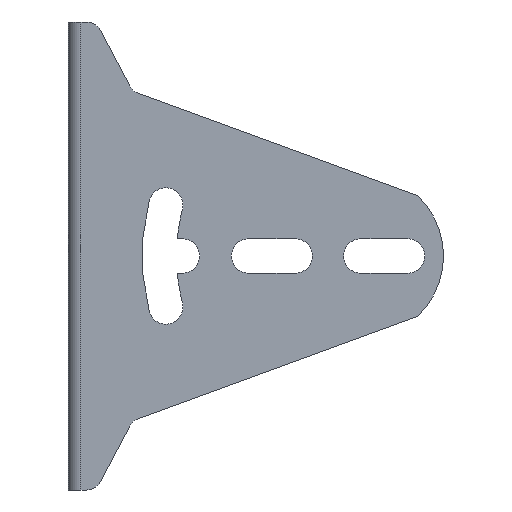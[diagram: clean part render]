
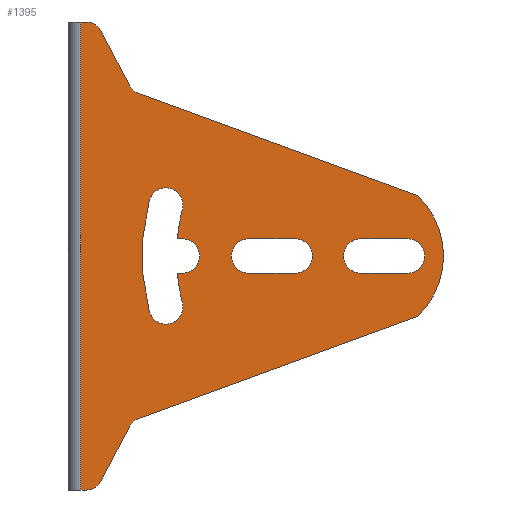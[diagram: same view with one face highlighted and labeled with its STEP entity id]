
A CAD part, left-side view. The second image highlights one B-rep face of the part: STEP entity #1395.
In plain terms, the highlighted planar face has unit normal (-1, 0, 0).
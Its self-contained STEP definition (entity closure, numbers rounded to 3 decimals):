
#72=DIRECTION('',(0.,0.,1.));
#73=VECTOR('',#72,149.997);
#74=CARTESIAN_POINT('',(-23.,-4.,-74.999));
#75=LINE('',#74,#73);
#86=DIRECTION('',(0.,1.,0.));
#87=VECTOR('',#86,1.839);
#88=CARTESIAN_POINT('',(-23.,-5.839,74.999));
#89=LINE('',#88,#87);
#90=CARTESIAN_POINT('',(-23.,-5.839,69.999));
#91=DIRECTION('',(-1.,0.,0.));
#92=DIRECTION('',(0.,-0.885,0.466));
#93=AXIS2_PLACEMENT_3D('',#90,#91,#92);
#95=DIRECTION('',(0.,0.466,0.885));
#96=VECTOR('',#95,20.118);
#97=CARTESIAN_POINT('',(-23.,-19.634,54.524));
#98=LINE('',#97,#96);
#99=CARTESIAN_POINT('',(-23.,-24.059,56.852));
#100=DIRECTION('',(1.,0.,0.));
#101=DIRECTION('',(0.,0.344,-0.939));
#102=AXIS2_PLACEMENT_3D('',#99,#100,#101);
#104=DIRECTION('',(0.,0.939,0.344));
#105=VECTOR('',#104,95.33);
#106=CARTESIAN_POINT('',(-23.,-111.848,19.353));
#107=LINE('',#106,#105);
#108=CARTESIAN_POINT('',(-23.,-93.608,0.));
#109=DIRECTION('',(-1.,0.,0.));
#110=DIRECTION('',(0.,-0.686,-0.728));
#111=AXIS2_PLACEMENT_3D('',#108,#109,#110);
#113=DIRECTION('',(0.,-0.939,0.344));
#114=VECTOR('',#113,95.33);
#115=CARTESIAN_POINT('',(-23.,-22.34,-52.156));
#116=LINE('',#115,#114);
#117=CARTESIAN_POINT('',(-23.,-24.059,-56.852));
#118=DIRECTION('',(1.,0.,0.));
#119=DIRECTION('',(0.,0.885,0.466));
#120=AXIS2_PLACEMENT_3D('',#117,#118,#119);
#122=DIRECTION('',(0.,-0.466,0.885));
#123=VECTOR('',#122,20.118);
#124=CARTESIAN_POINT('',(-23.,-10.264,-72.326));
#125=LINE('',#124,#123);
#126=CARTESIAN_POINT('',(-23.,-5.839,-69.999));
#127=DIRECTION('',(-1.,0.,0.));
#128=DIRECTION('',(0.,0.,-1.));
#129=AXIS2_PLACEMENT_3D('',#126,#127,#128);
#131=DIRECTION('',(0.,-1.,0.));
#132=VECTOR('',#131,1.839);
#133=CARTESIAN_POINT('',(-23.,-4.,-74.999));
#134=LINE('',#133,#132);
#135=CARTESIAN_POINT('',(-23.,-93.608,0.));
#136=DIRECTION('',(-1.,0.,0.));
#137=DIRECTION('',(0.,0.967,0.254));
#138=AXIS2_PLACEMENT_3D('',#135,#136,#137);
#140=CARTESIAN_POINT('',(-23.,-31.218,16.359));
#141=DIRECTION('',(1.,0.,0.));
#142=DIRECTION('',(0.,0.967,0.254));
#143=AXIS2_PLACEMENT_3D('',#140,#141,#142);
#145=CARTESIAN_POINT('',(-23.,-93.608,0.));
#146=DIRECTION('',(1.,0.,0.));
#147=DIRECTION('',(0.,0.967,-0.254));
#148=AXIS2_PLACEMENT_3D('',#145,#146,#147);
#150=CARTESIAN_POINT('',(-23.,-31.218,-16.359));
#151=DIRECTION('',(1.,0.,0.));
#152=DIRECTION('',(0.,-0.967,0.254));
#153=AXIS2_PLACEMENT_3D('',#150,#151,#152);
#155=CARTESIAN_POINT('',(-23.,-93.608,0.));
#156=DIRECTION('',(-1.,0.,0.));
#157=DIRECTION('',(0.,0.996,-0.093));
#158=AXIS2_PLACEMENT_3D('',#155,#156,#157);
#160=DIRECTION('',(0.,1.,0.));
#161=VECTOR('',#160,1.672);
#162=CARTESIAN_POINT('',(-23.,-36.539,-5.5));
#163=LINE('',#162,#161);
#164=CARTESIAN_POINT('',(-23.,-36.539,0.));
#165=DIRECTION('',(1.,0.,0.));
#166=DIRECTION('',(0.,0.,1.));
#167=AXIS2_PLACEMENT_3D('',#164,#165,#166);
#169=DIRECTION('',(0.,-1.,0.));
#170=VECTOR('',#169,1.672);
#171=CARTESIAN_POINT('',(-23.,-34.866,5.5));
#172=LINE('',#171,#170);
#173=DIRECTION('',(0.,1.,0.));
#174=VECTOR('',#173,15.);
#175=CARTESIAN_POINT('',(-23.,-108.702,-5.5));
#176=LINE('',#175,#174);
#177=CARTESIAN_POINT('',(-23.,-108.702,0.));
#178=DIRECTION('',(1.,0.,0.));
#179=DIRECTION('',(0.,0.,1.));
#180=AXIS2_PLACEMENT_3D('',#177,#178,#179);
#182=DIRECTION('',(0.,-1.,0.));
#183=VECTOR('',#182,15.);
#184=CARTESIAN_POINT('',(-23.,-93.702,5.5));
#185=LINE('',#184,#183);
#186=CARTESIAN_POINT('',(-23.,-93.702,0.));
#187=DIRECTION('',(1.,0.,0.));
#188=DIRECTION('',(0.,0.,-1.));
#189=AXIS2_PLACEMENT_3D('',#186,#187,#188);
#191=DIRECTION('',(0.,-1.,0.));
#192=VECTOR('',#191,15.);
#193=CARTESIAN_POINT('',(-23.,-57.702,5.5));
#194=LINE('',#193,#192);
#195=CARTESIAN_POINT('',(-23.,-57.702,0.));
#196=DIRECTION('',(1.,0.,0.));
#197=DIRECTION('',(0.,0.,-1.));
#198=AXIS2_PLACEMENT_3D('',#195,#196,#197);
#200=DIRECTION('',(0.,1.,0.));
#201=VECTOR('',#200,15.);
#202=CARTESIAN_POINT('',(-23.,-72.702,-5.5));
#203=LINE('',#202,#201);
#204=CARTESIAN_POINT('',(-23.,-72.702,0.));
#205=DIRECTION('',(1.,0.,0.));
#206=DIRECTION('',(0.,0.,1.));
#207=AXIS2_PLACEMENT_3D('',#204,#205,#206);
#984=CARTESIAN_POINT('',(-23.,-5.839,-74.999));
#985=CARTESIAN_POINT('',(-23.,-10.264,-72.326));
#986=VERTEX_POINT('',#984);
#987=VERTEX_POINT('',#985);
#988=CARTESIAN_POINT('',(-23.,-19.634,-54.524));
#989=VERTEX_POINT('',#988);
#990=CARTESIAN_POINT('',(-23.,-22.34,-52.156));
#991=VERTEX_POINT('',#990);
#992=CARTESIAN_POINT('',(-23.,-111.848,-19.353));
#993=VERTEX_POINT('',#992);
#994=CARTESIAN_POINT('',(-23.,-111.848,19.353));
#995=VERTEX_POINT('',#994);
#996=CARTESIAN_POINT('',(-23.,-22.34,52.156));
#997=VERTEX_POINT('',#996);
#998=CARTESIAN_POINT('',(-23.,-19.634,54.524));
#999=VERTEX_POINT('',#998);
#1000=CARTESIAN_POINT('',(-23.,-10.264,72.326));
#1001=VERTEX_POINT('',#1000);
#1002=CARTESIAN_POINT('',(-23.,-5.839,74.999));
#1003=VERTEX_POINT('',#1002);
#1010=CARTESIAN_POINT('',(-23.,-36.539,14.964));
#1011=CARTESIAN_POINT('',(-23.,-34.866,5.5));
#1012=VERTEX_POINT('',#1010);
#1013=VERTEX_POINT('',#1011);
#1014=CARTESIAN_POINT('',(-23.,-36.539,-14.964));
#1015=CARTESIAN_POINT('',(-23.,-25.898,-17.754));
#1016=VERTEX_POINT('',#1014);
#1017=VERTEX_POINT('',#1015);
#1018=CARTESIAN_POINT('',(-23.,-25.898,17.754));
#1019=VERTEX_POINT('',#1018);
#1020=CARTESIAN_POINT('',(-23.,-108.702,-5.5));
#1021=CARTESIAN_POINT('',(-23.,-93.702,-5.5));
#1022=VERTEX_POINT('',#1020);
#1023=VERTEX_POINT('',#1021);
#1024=CARTESIAN_POINT('',(-23.,-93.702,5.5));
#1025=CARTESIAN_POINT('',(-23.,-108.702,5.5));
#1026=VERTEX_POINT('',#1024);
#1027=VERTEX_POINT('',#1025);
#1028=CARTESIAN_POINT('',(-23.,-57.702,5.5));
#1029=CARTESIAN_POINT('',(-23.,-72.702,5.5));
#1030=VERTEX_POINT('',#1028);
#1031=VERTEX_POINT('',#1029);
#1032=CARTESIAN_POINT('',(-23.,-72.702,-5.5));
#1033=VERTEX_POINT('',#1032);
#1034=CARTESIAN_POINT('',(-23.,-57.702,-5.5));
#1035=VERTEX_POINT('',#1034);
#1166=CARTESIAN_POINT('',(-23.,-4.,-74.999));
#1167=VERTEX_POINT('',#1166);
#1168=CARTESIAN_POINT('',(-23.,-4.,74.999));
#1169=VERTEX_POINT('',#1168);
#1182=CARTESIAN_POINT('',(-23.,-36.539,5.5));
#1183=VERTEX_POINT('',#1182);
#1184=CARTESIAN_POINT('',(-23.,-36.539,-5.5));
#1185=VERTEX_POINT('',#1184);
#1186=CARTESIAN_POINT('',(-23.,-34.866,-5.5));
#1187=VERTEX_POINT('',#1186);
#1327=CARTESIAN_POINT('',(-23.,19.142,0.));
#1328=DIRECTION('',(-1.,0.,0.));
#1329=DIRECTION('',(0.,1.,0.));
#1330=AXIS2_PLACEMENT_3D('',#1327,#1328,#1329);
#1331=PLANE('',#1330);
#1332=ORIENTED_EDGE('',*,*,#1317,.T.);
#1334=ORIENTED_EDGE('',*,*,#1333,.F.);
#1336=ORIENTED_EDGE('',*,*,#1335,.F.);
#1338=ORIENTED_EDGE('',*,*,#1337,.F.);
#1340=ORIENTED_EDGE('',*,*,#1339,.F.);
#1342=ORIENTED_EDGE('',*,*,#1341,.F.);
#1344=ORIENTED_EDGE('',*,*,#1343,.F.);
#1346=ORIENTED_EDGE('',*,*,#1345,.F.);
#1348=ORIENTED_EDGE('',*,*,#1347,.F.);
#1350=ORIENTED_EDGE('',*,*,#1349,.F.);
#1352=ORIENTED_EDGE('',*,*,#1351,.F.);
#1354=ORIENTED_EDGE('',*,*,#1353,.F.);
#1355=EDGE_LOOP('',(#1332,#1334,#1336,#1338,#1340,#1342,#1344,#1346,#1348,#1350,
#1352,#1354));
#1356=FACE_OUTER_BOUND('',#1355,.F.);
#1358=ORIENTED_EDGE('',*,*,#1357,.F.);
#1360=ORIENTED_EDGE('',*,*,#1359,.F.);
#1362=ORIENTED_EDGE('',*,*,#1361,.F.);
#1364=ORIENTED_EDGE('',*,*,#1363,.F.);
#1366=ORIENTED_EDGE('',*,*,#1365,.F.);
#1368=ORIENTED_EDGE('',*,*,#1367,.F.);
#1370=ORIENTED_EDGE('',*,*,#1369,.F.);
#1372=ORIENTED_EDGE('',*,*,#1371,.F.);
#1373=EDGE_LOOP('',(#1358,#1360,#1362,#1364,#1366,#1368,#1370,#1372));
#1374=FACE_BOUND('',#1373,.F.);
#1376=ORIENTED_EDGE('',*,*,#1375,.F.);
#1378=ORIENTED_EDGE('',*,*,#1377,.F.);
#1380=ORIENTED_EDGE('',*,*,#1379,.F.);
#1382=ORIENTED_EDGE('',*,*,#1381,.F.);
#1383=EDGE_LOOP('',(#1376,#1378,#1380,#1382));
#1384=FACE_BOUND('',#1383,.F.);
#1386=ORIENTED_EDGE('',*,*,#1385,.F.);
#1388=ORIENTED_EDGE('',*,*,#1387,.F.);
#1390=ORIENTED_EDGE('',*,*,#1389,.F.);
#1392=ORIENTED_EDGE('',*,*,#1391,.F.);
#1393=EDGE_LOOP('',(#1386,#1388,#1390,#1392));
#1394=FACE_BOUND('',#1393,.F.);
#1395=ADVANCED_FACE('',(#1356,#1374,#1384,#1394),#1331,.T.);
#94=CIRCLE('',#93,5.);
#103=CIRCLE('',#102,5.);
#112=CIRCLE('',#111,26.594);
#121=CIRCLE('',#120,5.);
#130=CIRCLE('',#129,5.);
#139=CIRCLE('',#138,58.999);
#144=CIRCLE('',#143,5.5);
#149=CIRCLE('',#148,69.999);
#154=CIRCLE('',#153,5.5);
#159=CIRCLE('',#158,58.999);
#168=CIRCLE('',#167,5.5);
#181=CIRCLE('',#180,5.5);
#190=CIRCLE('',#189,5.5);
#199=CIRCLE('',#198,5.5);
#208=CIRCLE('',#207,5.5);
#1317=EDGE_CURVE('',#1167,#1169,#75,.T.);
#1333=EDGE_CURVE('',#1003,#1169,#89,.T.);
#1335=EDGE_CURVE('',#1001,#1003,#94,.T.);
#1337=EDGE_CURVE('',#999,#1001,#98,.T.);
#1339=EDGE_CURVE('',#997,#999,#103,.T.);
#1341=EDGE_CURVE('',#995,#997,#107,.T.);
#1343=EDGE_CURVE('',#993,#995,#112,.T.);
#1345=EDGE_CURVE('',#991,#993,#116,.T.);
#1347=EDGE_CURVE('',#989,#991,#121,.T.);
#1349=EDGE_CURVE('',#987,#989,#125,.T.);
#1351=EDGE_CURVE('',#986,#987,#130,.T.);
#1353=EDGE_CURVE('',#1167,#986,#134,.T.);
#1357=EDGE_CURVE('',#1012,#1013,#139,.T.);
#1359=EDGE_CURVE('',#1019,#1012,#144,.T.);
#1361=EDGE_CURVE('',#1017,#1019,#149,.T.);
#1363=EDGE_CURVE('',#1016,#1017,#154,.T.);
#1365=EDGE_CURVE('',#1187,#1016,#159,.T.);
#1367=EDGE_CURVE('',#1185,#1187,#163,.T.);
#1369=EDGE_CURVE('',#1183,#1185,#168,.T.);
#1371=EDGE_CURVE('',#1013,#1183,#172,.T.);
#1375=EDGE_CURVE('',#1022,#1023,#176,.T.);
#1377=EDGE_CURVE('',#1027,#1022,#181,.T.);
#1379=EDGE_CURVE('',#1026,#1027,#185,.T.);
#1381=EDGE_CURVE('',#1023,#1026,#190,.T.);
#1385=EDGE_CURVE('',#1030,#1031,#194,.T.);
#1387=EDGE_CURVE('',#1035,#1030,#199,.T.);
#1389=EDGE_CURVE('',#1033,#1035,#203,.T.);
#1391=EDGE_CURVE('',#1031,#1033,#208,.T.);
